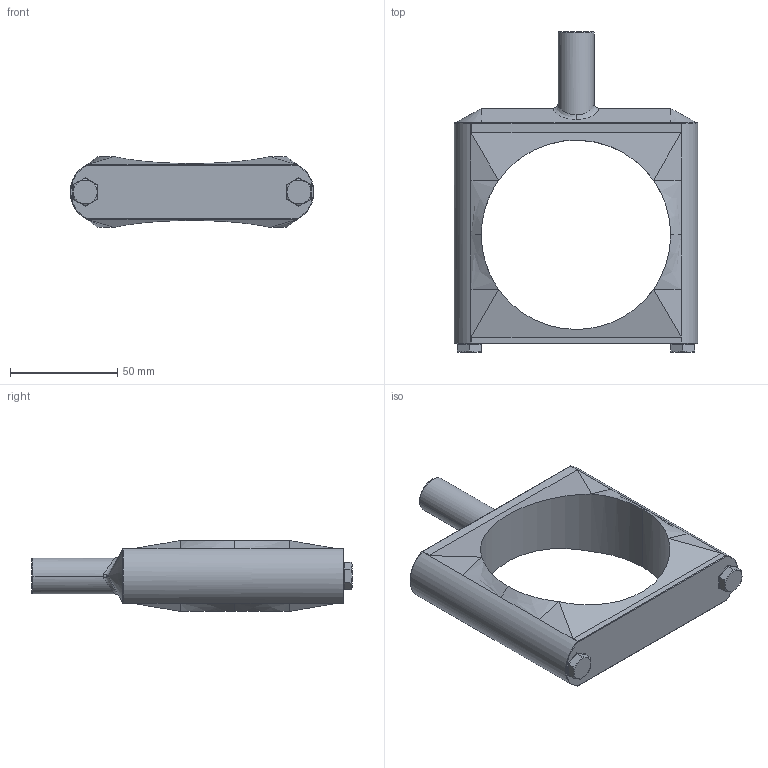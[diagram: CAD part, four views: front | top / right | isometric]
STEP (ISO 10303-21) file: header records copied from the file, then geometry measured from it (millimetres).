
FILE_DESCRIPTION (( 'STEP AP214' ), '1' );
FILE_NAME ('CSDH3.0P304ZP.STEP', '2023-06-11T16:16:57', ( '' ), ( '' ), 'SwSTEP 2.0', 'SolidWorks 2018', '' );
FILE_SCHEMA (( 'AUTOMOTIVE_DESIGN' ));
Length unit declared in the file: inch
Products named in the file (1): CSDH3.0P304ZP
Bounding box: 113.59 x 149.31 x 33.02 mm (x, y, z)
Surface area: 32300.9 mm2 (no closed solid volume)
Topology: 0 solids, 1 shells, 128 faces, 313 edges, 185 vertices
Faces by surface type: plane 42, cylinder 36, bspline 19, cone 18, torus 11, sphere 2
Entity records: 4575 total; most frequent: CARTESIAN_POINT 1802, ORIENTED_EDGE 622, DIRECTION 486, EDGE_CURVE 311, VERTEX_POINT 185, AXIS2_PLACEMENT_3D 176, VECTOR 134, LINE 134
